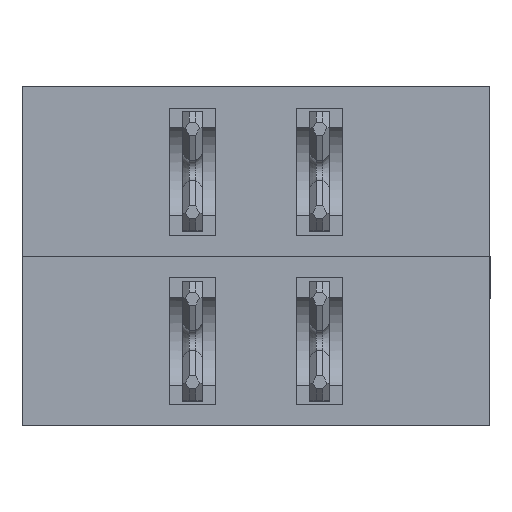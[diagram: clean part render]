
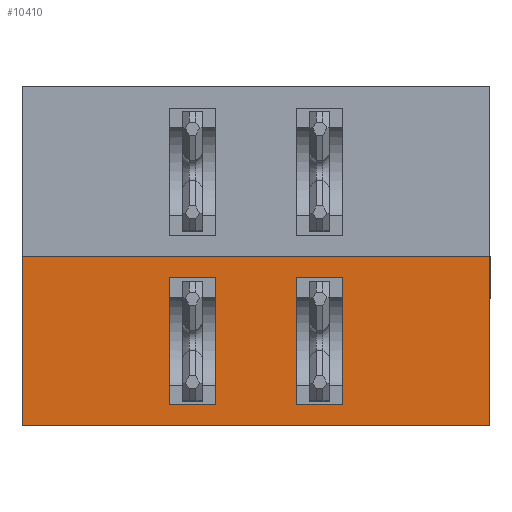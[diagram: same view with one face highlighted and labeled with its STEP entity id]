
A CAD part, front view. The second image highlights one B-rep face of the part: STEP entity #10410.
In plain terms, the highlighted planar face has unit normal (0, -1, 0).
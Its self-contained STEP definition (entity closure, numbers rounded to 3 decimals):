
#1461=ORIENTED_EDGE('',*,*,#3727,.F.);
#1462=ORIENTED_EDGE('',*,*,#3840,.F.);
#1463=ORIENTED_EDGE('',*,*,#3769,.T.);
#1464=ORIENTED_EDGE('',*,*,#3906,.T.);
#1465=ORIENTED_EDGE('',*,*,#3930,.F.);
#1466=ORIENTED_EDGE('',*,*,#3931,.F.);
#1467=ORIENTED_EDGE('',*,*,#3932,.F.);
#1468=ORIENTED_EDGE('',*,*,#3933,.F.);
#1469=ORIENTED_EDGE('',*,*,#3934,.F.);
#1470=ORIENTED_EDGE('',*,*,#3935,.F.);
#1471=ORIENTED_EDGE('',*,*,#3936,.F.);
#1472=ORIENTED_EDGE('',*,*,#3937,.F.);
#3727=EDGE_CURVE('',#5121,#5122,#6237,.T.);
#3769=EDGE_CURVE('',#5151,#5149,#6274,.T.);
#3840=EDGE_CURVE('',#5151,#5121,#6337,.T.);
#3906=EDGE_CURVE('',#5149,#5122,#6398,.T.);
#3930=EDGE_CURVE('',#5233,#5234,#6420,.T.);
#3931=EDGE_CURVE('',#5235,#5233,#6421,.T.);
#3932=EDGE_CURVE('',#5236,#5235,#6422,.T.);
#3933=EDGE_CURVE('',#5234,#5236,#6423,.T.);
#3934=EDGE_CURVE('',#5237,#5238,#6424,.T.);
#3935=EDGE_CURVE('',#5239,#5237,#6425,.T.);
#3936=EDGE_CURVE('',#5240,#5239,#6426,.T.);
#3937=EDGE_CURVE('',#5238,#5240,#6427,.T.);
#5121=VERTEX_POINT('',#14995);
#5122=VERTEX_POINT('',#14996);
#5149=VERTEX_POINT('',#15075);
#5151=VERTEX_POINT('',#15078);
#5233=VERTEX_POINT('',#15390);
#5234=VERTEX_POINT('',#15391);
#5235=VERTEX_POINT('',#15393);
#5236=VERTEX_POINT('',#15395);
#5237=VERTEX_POINT('',#15398);
#5238=VERTEX_POINT('',#15399);
#5239=VERTEX_POINT('',#15401);
#5240=VERTEX_POINT('',#15403);
#6237=LINE('',#14994,#7664);
#6274=LINE('',#15077,#7701);
#6337=LINE('',#15213,#7764);
#6398=LINE('',#15343,#7825);
#6420=LINE('',#15389,#7847);
#6421=LINE('',#15392,#7848);
#6422=LINE('',#15394,#7849);
#6423=LINE('',#15396,#7850);
#6424=LINE('',#15397,#7851);
#6425=LINE('',#15400,#7852);
#6426=LINE('',#15402,#7853);
#6427=LINE('',#15404,#7854);
#7664=VECTOR('',#12126,1000.);
#7701=VECTOR('',#12195,1000.);
#7764=VECTOR('',#12328,1000.);
#7825=VECTOR('',#12467,1000.);
#7847=VECTOR('',#12509,1000.);
#7848=VECTOR('',#12510,1000.);
#7849=VECTOR('',#12511,1000.);
#7850=VECTOR('',#12512,1000.);
#7851=VECTOR('',#12513,1000.);
#7852=VECTOR('',#12514,1000.);
#7853=VECTOR('',#12515,1000.);
#7854=VECTOR('',#12516,1000.);
#8854=EDGE_LOOP('',(#1461,#1462,#1463,#1464));
#8855=EDGE_LOOP('',(#1465,#1466,#1467,#1468));
#8856=EDGE_LOOP('',(#1469,#1470,#1471,#1472));
#9402=FACE_BOUND('',#8854,.T.);
#9403=FACE_BOUND('',#8855,.T.);
#9404=FACE_BOUND('',#8856,.T.);
#9921=PLANE('',#10989);
#10410=ADVANCED_FACE('',(#9402,#9403,#9404),#9921,.F.);
#10989=AXIS2_PLACEMENT_3D('',#15388,#12507,#12508);
#12126=DIRECTION('',(1.,0.,0.));
#12195=DIRECTION('',(1.,0.,0.));
#12328=DIRECTION('',(0.,0.,1.));
#12467=DIRECTION('',(0.,0.,1.));
#12507=DIRECTION('',(0.,1.,0.));
#12508=DIRECTION('',(1.,0.,0.));
#12509=DIRECTION('',(0.,0.,1.));
#12510=DIRECTION('',(1.,0.,0.));
#12511=DIRECTION('',(0.,0.,-1.));
#12512=DIRECTION('',(-1.,0.,0.));
#12513=DIRECTION('',(0.,0.,1.));
#12514=DIRECTION('',(1.,0.,0.));
#12515=DIRECTION('',(0.,0.,-1.));
#12516=DIRECTION('',(-1.,0.,0.));
#14994=CARTESIAN_POINT('',(1.7,-16.102,2.532));
#14995=CARTESIAN_POINT('',(-1.8,-16.102,2.532));
#14996=CARTESIAN_POINT('',(5.2,-16.102,2.532));
#15075=CARTESIAN_POINT('',(5.2,-16.102,0.));
#15077=CARTESIAN_POINT('',(-1.8,-16.102,0.));
#15078=CARTESIAN_POINT('',(-1.8,-16.102,0.));
#15213=CARTESIAN_POINT('',(-1.8,-16.102,0.));
#15343=CARTESIAN_POINT('',(5.2,-16.102,0.));
#15388=CARTESIAN_POINT('',(-1.8,-16.102,0.));
#15389=CARTESIAN_POINT('',(1.1,-16.102,0.));
#15390=CARTESIAN_POINT('',(1.1,-16.102,0.312));
#15391=CARTESIAN_POINT('',(1.1,-16.102,2.212));
#15392=CARTESIAN_POINT('',(1.7,-16.102,0.312));
#15393=CARTESIAN_POINT('',(0.4,-16.102,0.312));
#15394=CARTESIAN_POINT('',(0.4,-16.102,0.));
#15395=CARTESIAN_POINT('',(0.4,-16.102,2.212));
#15396=CARTESIAN_POINT('',(1.7,-16.102,2.212));
#15397=CARTESIAN_POINT('',(3.,-16.102,0.));
#15398=CARTESIAN_POINT('',(3.,-16.102,0.312));
#15399=CARTESIAN_POINT('',(3.,-16.102,2.212));
#15400=CARTESIAN_POINT('',(1.7,-16.102,0.312));
#15401=CARTESIAN_POINT('',(2.3,-16.102,0.312));
#15402=CARTESIAN_POINT('',(2.3,-16.102,0.));
#15403=CARTESIAN_POINT('',(2.3,-16.102,2.212));
#15404=CARTESIAN_POINT('',(1.7,-16.102,2.212));
